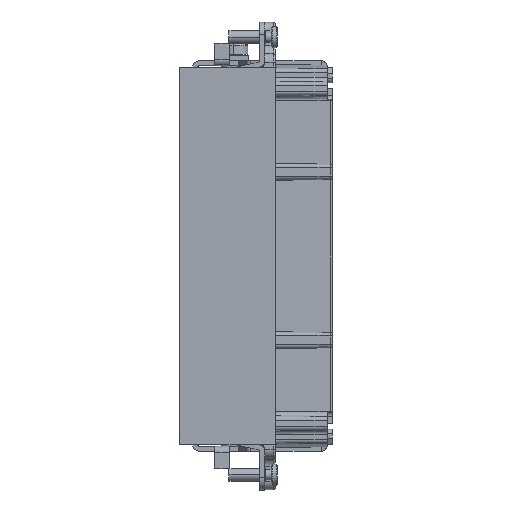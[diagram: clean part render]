
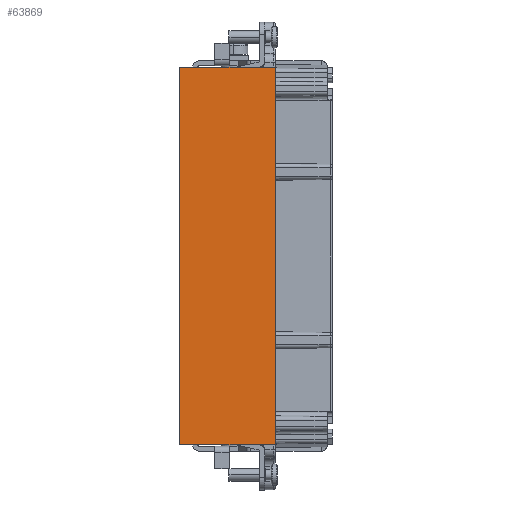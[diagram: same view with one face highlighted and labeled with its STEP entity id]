
A CAD part, left-side view. The second image highlights one B-rep face of the part: STEP entity #63869.
In plain terms, the highlighted planar face has unit normal (-1, 0, 0).
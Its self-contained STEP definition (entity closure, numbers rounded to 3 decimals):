
#489=DIRECTION('',(0.,0.,-1.));
#490=VECTOR('',#489,89.8);
#491=CARTESIAN_POINT('',(-17.,0.,74.9));
#492=LINE('',#491,#490);
#7425=DIRECTION('',(0.,1.,0.));
#7426=VECTOR('',#7425,22.7);
#7427=CARTESIAN_POINT('',(-17.,0.,-14.9));
#7428=LINE('',#7427,#7426);
#11775=DIRECTION('',(0.,1.,0.));
#11776=VECTOR('',#11775,22.7);
#11777=CARTESIAN_POINT('',(-17.,0.,74.9));
#11778=LINE('',#11777,#11776);
#11779=DIRECTION('',(0.,0.,-1.));
#11780=VECTOR('',#11779,89.8);
#11781=CARTESIAN_POINT('',(-17.,22.7,74.9));
#11782=LINE('',#11781,#11780);
#40558=CARTESIAN_POINT('',(-17.,0.,74.9));
#40559=CARTESIAN_POINT('',(-17.,0.,-14.9));
#40560=VERTEX_POINT('',#40558);
#40561=VERTEX_POINT('',#40559);
#40566=CARTESIAN_POINT('',(-17.,22.7,74.9));
#40567=CARTESIAN_POINT('',(-17.,22.7,-14.9));
#40568=VERTEX_POINT('',#40566);
#40569=VERTEX_POINT('',#40567);
#63857=CARTESIAN_POINT('',(-17.,0.,-14.9));
#63858=DIRECTION('',(-1.,0.,0.));
#63859=DIRECTION('',(0.,0.,1.));
#63860=AXIS2_PLACEMENT_3D('',#63857,#63858,#63859);
#63861=PLANE('',#63860);
#63862=ORIENTED_EDGE('',*,*,#51990,.T.);
#63863=ORIENTED_EDGE('',*,*,#57766,.T.);
#63865=ORIENTED_EDGE('',*,*,#63864,.F.);
#63866=ORIENTED_EDGE('',*,*,#61011,.F.);
#63867=EDGE_LOOP('',(#63862,#63863,#63865,#63866));
#63868=FACE_OUTER_BOUND('',#63867,.F.);
#63869=ADVANCED_FACE('',(#63868),#63861,.T.);
#51990=EDGE_CURVE('',#40560,#40561,#492,.T.);
#57766=EDGE_CURVE('',#40561,#40569,#7428,.T.);
#61011=EDGE_CURVE('',#40560,#40568,#11778,.T.);
#63864=EDGE_CURVE('',#40568,#40569,#11782,.T.);
